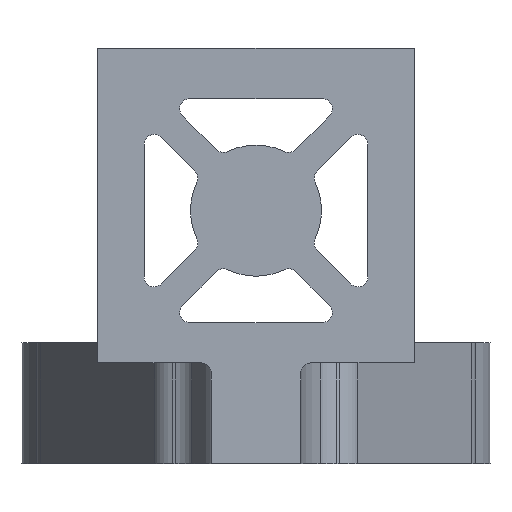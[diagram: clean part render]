
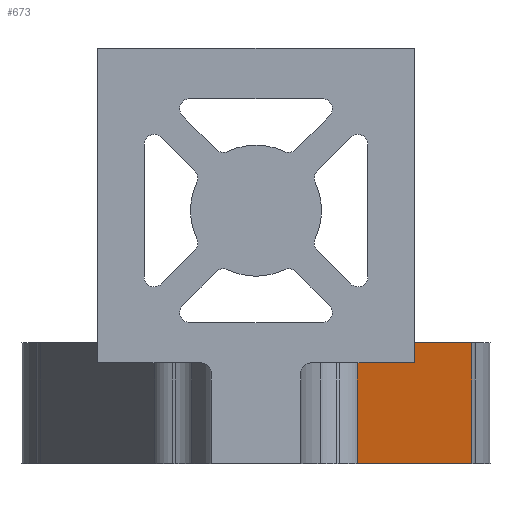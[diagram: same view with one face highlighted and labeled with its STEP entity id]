
A CAD part, front view. The second image highlights one B-rep face of the part: STEP entity #673.
In plain terms, the highlighted planar face has unit normal (0.884, -0.468, 0).
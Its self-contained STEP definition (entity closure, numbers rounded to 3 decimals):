
#647 = VERTEX_POINT ( 'NONE', #6972 ) ;
#673 = ADVANCED_FACE ( 'NONE', ( #2348 ), #8541, .T. ) ;
#1747 = EDGE_LOOP ( 'NONE', ( #4984, #8748, #9651, #3244 ) ) ;
#2194 = CARTESIAN_POINT ( 'NONE',  ( 5.024, 9.166, -12.55 ) ) ;
#2348 = FACE_OUTER_BOUND ( 'NONE', #1747, .T. ) ;
#2536 = CARTESIAN_POINT ( 'NONE',  ( 20.812, 38.978, -12.55 ) ) ;
#2792 = CARTESIAN_POINT ( 'NONE',  ( 10.696, 19.875, -12.55 ) ) ;
#3086 = EDGE_CURVE ( 'NONE', #5949, #6663, #7721, .T. ) ;
#3244 = ORIENTED_EDGE ( 'NONE', *, *, #3086, .F. ) ;
#3289 = VECTOR ( 'NONE', #7620, 1000. ) ;
#3701 = EDGE_CURVE ( 'NONE', #647, #8471, #7346, .T. ) ;
#4483 = DIRECTION ( 'NONE',  ( 0.884, -0.468, 0. ) ) ;
#4776 = EDGE_CURVE ( 'NONE', #5949, #8471, #7970, .T. ) ;
#4871 = CARTESIAN_POINT ( 'NONE',  ( 11.922, 22.192, -6.55 ) ) ;
#4967 = CARTESIAN_POINT ( 'NONE',  ( 10.696, 19.875, 0. ) ) ;
#4984 = ORIENTED_EDGE ( 'NONE', *, *, #4776, .T. ) ;
#5081 = AXIS2_PLACEMENT_3D ( 'NONE', #6257, #4483, #5257 ) ;
#5182 = VECTOR ( 'NONE', #9634, 1000. ) ;
#5257 = DIRECTION ( 'NONE',  ( 0.468, 0.884, 0. ) ) ;
#5949 = VERTEX_POINT ( 'NONE', #2194 ) ;
#6157 = CARTESIAN_POINT ( 'NONE',  ( 5.024, 9.166, 0. ) ) ;
#6257 = CARTESIAN_POINT ( 'NONE',  ( 20.812, 38.978, 0. ) ) ;
#6586 = VECTOR ( 'NONE', #8730, 1000. ) ;
#6663 = VERTEX_POINT ( 'NONE', #6945 ) ;
#6945 = CARTESIAN_POINT ( 'NONE',  ( 5.024, 9.166, -6.55 ) ) ;
#6947 = EDGE_CURVE ( 'NONE', #647, #6663, #9632, .T. ) ;
#6972 = CARTESIAN_POINT ( 'NONE',  ( 10.696, 19.875, -6.55 ) ) ;
#7346 = LINE ( 'NONE', #4967, #5182 ) ;
#7620 = DIRECTION ( 'NONE',  ( 0., 0., 1. ) ) ;
#7721 = LINE ( 'NONE', #6157, #3289 ) ;
#7970 = LINE ( 'NONE', #2536, #6586 ) ;
#8471 = VERTEX_POINT ( 'NONE', #2792 ) ;
#8541 = PLANE ( 'NONE',  #5081 ) ;
#8552 = VECTOR ( 'NONE', #8873, 1000. ) ;
#8730 = DIRECTION ( 'NONE',  ( 0.468, 0.884, 0. ) ) ;
#8748 = ORIENTED_EDGE ( 'NONE', *, *, #3701, .F. ) ;
#8873 = DIRECTION ( 'NONE',  ( -0.468, -0.884, 0. ) ) ;
#9632 = LINE ( 'NONE', #4871, #8552 ) ;
#9634 = DIRECTION ( 'NONE',  ( 0., 0., -1. ) ) ;
#9651 = ORIENTED_EDGE ( 'NONE', *, *, #6947, .T. ) ;
